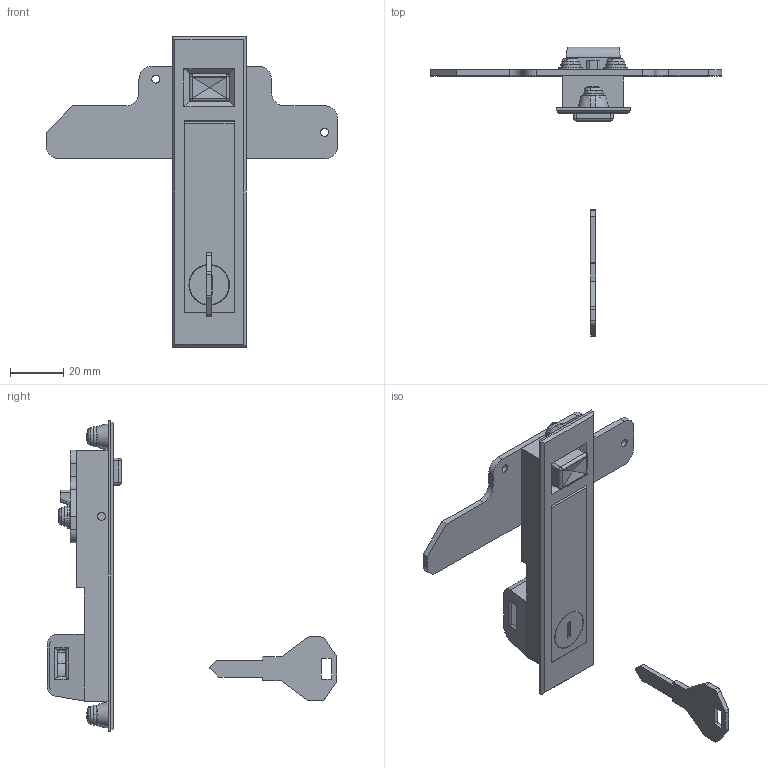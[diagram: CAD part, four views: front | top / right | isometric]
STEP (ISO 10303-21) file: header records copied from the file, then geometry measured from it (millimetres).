
FILE_DESCRIPTION((''),'2;1');
FILE_NAME('','2005-10-12T14:44:25',(''),(''),'','CADfix','');
FILE_SCHEMA(('AUTOMOTIVE_DESIGN'));
Length unit declared in the file: millimetre
Products named in the file (11): bracket; screw_B; screw_A; lock; key; housing; handle; cover; cam; bouton; THA_276_2K_31029_36
Assembly tree (13 placements, depth 2):
  THA_276_2K_31029_36
    bracket  x2
    screw_B  x2
    screw_A  x2
    lock
    key
    housing
    handle
    cover
    cam
    bouton
Bounding box: 110 x 109.3 x 117 mm (x, y, z)
Volume: 37525.7 mm3; surface area: 33469.3 mm2
Topology: 13 solids, 13 shells, 447 faces, 1296 edges, 893 vertices
Faces by surface type: bspline 447
Entity records: 12391 total; most frequent: CARTESIAN_POINT 6026, ORIENTED_EDGE 2136, EDGE_CURVE 1068, VERTEX_POINT 733, QUASI_UNIFORM_CURVE 672, EDGE_LOOP 407, FACE_OUTER_BOUND 369, ADVANCED_FACE 369
